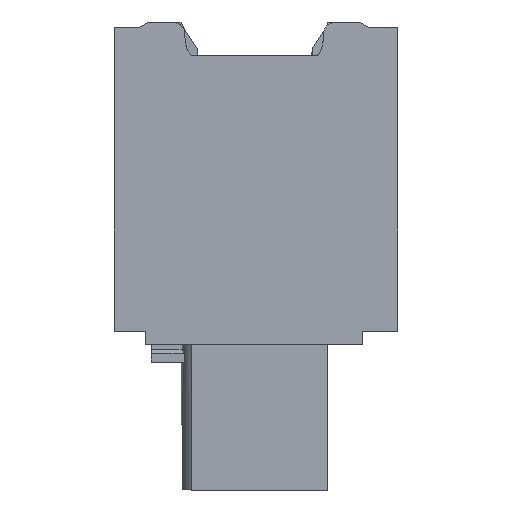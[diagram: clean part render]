
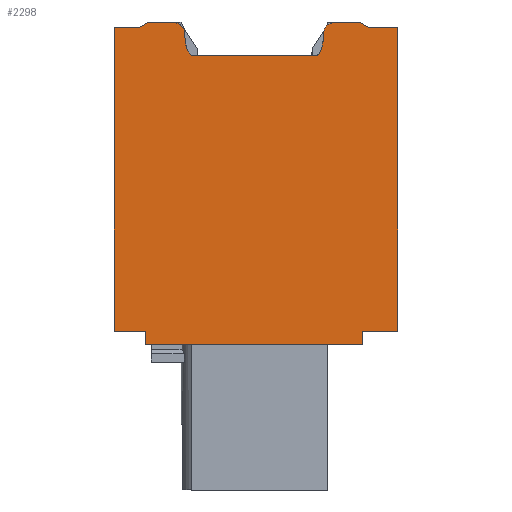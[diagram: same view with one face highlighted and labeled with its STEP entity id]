
A CAD part, left-side view. The second image highlights one B-rep face of the part: STEP entity #2298.
In plain terms, the highlighted planar face has unit normal (-1, 0, 0).
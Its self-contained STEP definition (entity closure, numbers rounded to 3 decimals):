
#2161=AXIS2_PLACEMENT_3D('Plane Axis2P3D',#2158,#2159,#2160) ;
#42=CARTESIAN_POINT('Vertex',(0.,13.5,8.695)) ;
#45=CARTESIAN_POINT('Line Origine',(0.,14.35,8.695)) ;
#49=CARTESIAN_POINT('Vertex',(0.,15.2,8.695)) ;
#82=CARTESIAN_POINT('Vertex',(0.,13.5,7.995)) ;
#85=CARTESIAN_POINT('Line Origine',(0.,13.5,8.345)) ;
#113=CARTESIAN_POINT('Vertex',(0.,1.9,8.695)) ;
#116=CARTESIAN_POINT('Line Origine',(0.,1.9,8.345)) ;
#120=CARTESIAN_POINT('Vertex',(0.,1.9,7.995)) ;
#148=CARTESIAN_POINT('Vertex',(0.,0.,8.695)) ;
#151=CARTESIAN_POINT('Line Origine',(0.,0.95,8.695)) ;
#1833=CARTESIAN_POINT('Line Origine',(0.,7.7,7.995)) ;
#2158=CARTESIAN_POINT('Axis2P3D Location',(0.,0.,0.195)) ;
#2163=CARTESIAN_POINT('Line Origine',(0.,7.6,25.195)) ;
#2167=CARTESIAN_POINT('Vertex',(0.,3.461,25.195)) ;
#2169=CARTESIAN_POINT('Vertex',(0.,2.,25.195)) ;
#2173=CARTESIAN_POINT('Control Point',(0.,3.461,25.195)) ;
#2174=CARTESIAN_POINT('Control Point',(0.,3.652,25.195)) ;
#2175=CARTESIAN_POINT('Control Point',(0.,3.844,25.097)) ;
#2176=CARTESIAN_POINT('Control Point',(0.,3.951,24.91)) ;
#2177=CARTESIAN_POINT('Control Point',(0.,3.961,24.72)) ;
#2178=CARTESIAN_POINT('Vertex',(0.,3.961,24.72)) ;
#2182=CARTESIAN_POINT('Control Point',(0.,4.45,23.445)) ;
#2183=CARTESIAN_POINT('Control Point',(0.,4.413,23.445)) ;
#2184=CARTESIAN_POINT('Control Point',(0.,4.376,23.451)) ;
#2185=CARTESIAN_POINT('Control Point',(0.,4.34,23.464)) ;
#2186=CARTESIAN_POINT('Control Point',(0.,4.283,23.499)) ;
#2187=CARTESIAN_POINT('Control Point',(0.,4.236,23.546)) ;
#2188=CARTESIAN_POINT('Control Point',(0.,4.217,23.569)) ;
#2189=CARTESIAN_POINT('Control Point',(0.,4.149,23.667)) ;
#2190=CARTESIAN_POINT('Control Point',(0.,4.103,23.78)) ;
#2191=CARTESIAN_POINT('Control Point',(0.,4.076,23.866)) ;
#2192=CARTESIAN_POINT('Control Point',(0.,4.04,24.013)) ;
#2193=CARTESIAN_POINT('Control Point',(0.,4.014,24.16)) ;
#2194=CARTESIAN_POINT('Control Point',(0.,4.005,24.219)) ;
#2195=CARTESIAN_POINT('Control Point',(0.,3.988,24.354)) ;
#2196=CARTESIAN_POINT('Control Point',(0.,3.975,24.489)) ;
#2197=CARTESIAN_POINT('Control Point',(0.,3.969,24.568)) ;
#2198=CARTESIAN_POINT('Control Point',(0.,3.964,24.644)) ;
#2199=CARTESIAN_POINT('Control Point',(0.,3.961,24.72)) ;
#2200=CARTESIAN_POINT('Vertex',(0.,4.45,23.445)) ;
#2203=CARTESIAN_POINT('Line Origine',(0.,7.6,23.445)) ;
#2207=CARTESIAN_POINT('Vertex',(0.,10.95,23.445)) ;
#2211=CARTESIAN_POINT('Control Point',(0.,11.439,24.72)) ;
#2212=CARTESIAN_POINT('Control Point',(0.,11.433,24.598)) ;
#2213=CARTESIAN_POINT('Control Point',(0.,11.425,24.476)) ;
#2214=CARTESIAN_POINT('Control Point',(0.,11.413,24.353)) ;
#2215=CARTESIAN_POINT('Control Point',(0.,11.384,24.117)) ;
#2216=CARTESIAN_POINT('Control Point',(0.,11.33,23.881)) ;
#2217=CARTESIAN_POINT('Control Point',(0.,11.297,23.771)) ;
#2218=CARTESIAN_POINT('Control Point',(0.,11.228,23.604)) ;
#2219=CARTESIAN_POINT('Control Point',(0.,11.109,23.489)) ;
#2220=CARTESIAN_POINT('Control Point',(0.,11.059,23.458)) ;
#2221=CARTESIAN_POINT('Control Point',(0.,11.005,23.445)) ;
#2222=CARTESIAN_POINT('Control Point',(0.,10.95,23.445)) ;
#2223=CARTESIAN_POINT('Vertex',(0.,11.439,24.72)) ;
#2227=CARTESIAN_POINT('Control Point',(0.,11.439,24.72)) ;
#2228=CARTESIAN_POINT('Control Point',(0.,11.449,24.91)) ;
#2229=CARTESIAN_POINT('Control Point',(0.,11.556,25.097)) ;
#2230=CARTESIAN_POINT('Control Point',(0.,11.748,25.195)) ;
#2231=CARTESIAN_POINT('Control Point',(0.,11.939,25.195)) ;
#2232=CARTESIAN_POINT('Vertex',(0.,11.939,25.195)) ;
#2235=CARTESIAN_POINT('Line Origine',(0.,7.6,25.195)) ;
#2239=CARTESIAN_POINT('Vertex',(0.,13.4,25.195)) ;
#2243=CARTESIAN_POINT('Control Point',(0.,13.9,24.945)) ;
#2244=CARTESIAN_POINT('Control Point',(0.,13.4,25.195)) ;
#2245=CARTESIAN_POINT('Vertex',(0.,13.9,24.945)) ;
#2248=CARTESIAN_POINT('Line Origine',(0.,7.6,24.945)) ;
#2252=CARTESIAN_POINT('Vertex',(0.,15.2,24.945)) ;
#2255=CARTESIAN_POINT('Line Origine',(0.,15.2,16.595)) ;
#2260=CARTESIAN_POINT('Line Origine',(0.,0.,16.595)) ;
#2264=CARTESIAN_POINT('Vertex',(0.,0.,24.945)) ;
#2267=CARTESIAN_POINT('Line Origine',(0.,7.6,24.945)) ;
#2271=CARTESIAN_POINT('Vertex',(0.,1.5,24.945)) ;
#2275=CARTESIAN_POINT('Control Point',(0.,1.5,24.945)) ;
#2276=CARTESIAN_POINT('Control Point',(0.,2.,25.195)) ;
#46=DIRECTION('Vector Direction',(0.,1.,0.)) ;
#86=DIRECTION('Vector Direction',(0.,0.,1.)) ;
#117=DIRECTION('Vector Direction',(0.,0.,-1.)) ;
#152=DIRECTION('Vector Direction',(0.,1.,0.)) ;
#1834=DIRECTION('Vector Direction',(0.,1.,0.)) ;
#2159=DIRECTION('Axis2P3D Direction',(-1.,0.,0.)) ;
#2160=DIRECTION('Axis2P3D XDirection',(0.,0.,1.)) ;
#2164=DIRECTION('Vector Direction',(0.,1.,0.)) ;
#2204=DIRECTION('Vector Direction',(0.,1.,0.)) ;
#2236=DIRECTION('Vector Direction',(0.,1.,0.)) ;
#2249=DIRECTION('Vector Direction',(0.,1.,0.)) ;
#2256=DIRECTION('Vector Direction',(0.,0.,1.)) ;
#2261=DIRECTION('Vector Direction',(0.,0.,1.)) ;
#2268=DIRECTION('Vector Direction',(0.,1.,0.)) ;
#47=VECTOR('Line Direction',#46,1.) ;
#87=VECTOR('Line Direction',#86,1.) ;
#118=VECTOR('Line Direction',#117,1.) ;
#153=VECTOR('Line Direction',#152,1.) ;
#1835=VECTOR('Line Direction',#1834,1.) ;
#2165=VECTOR('Line Direction',#2164,1.) ;
#2205=VECTOR('Line Direction',#2204,1.) ;
#2237=VECTOR('Line Direction',#2236,1.) ;
#2250=VECTOR('Line Direction',#2249,1.) ;
#2257=VECTOR('Line Direction',#2256,1.) ;
#2262=VECTOR('Line Direction',#2261,1.) ;
#2269=VECTOR('Line Direction',#2268,1.) ;
#2279=ORIENTED_EDGE('',*,*,#2171,.F.) ;
#2280=ORIENTED_EDGE('',*,*,#2180,.F.) ;
#2281=ORIENTED_EDGE('',*,*,#2202,.F.) ;
#2282=ORIENTED_EDGE('',*,*,#2209,.F.) ;
#2283=ORIENTED_EDGE('',*,*,#2225,.F.) ;
#2284=ORIENTED_EDGE('',*,*,#2234,.F.) ;
#2285=ORIENTED_EDGE('',*,*,#2241,.F.) ;
#2286=ORIENTED_EDGE('',*,*,#2247,.F.) ;
#2287=ORIENTED_EDGE('',*,*,#2254,.F.) ;
#2288=ORIENTED_EDGE('',*,*,#2259,.F.) ;
#2289=ORIENTED_EDGE('',*,*,#51,.F.) ;
#2290=ORIENTED_EDGE('',*,*,#89,.F.) ;
#2291=ORIENTED_EDGE('',*,*,#1837,.F.) ;
#2292=ORIENTED_EDGE('',*,*,#122,.F.) ;
#2293=ORIENTED_EDGE('',*,*,#155,.F.) ;
#2294=ORIENTED_EDGE('',*,*,#2266,.F.) ;
#2295=ORIENTED_EDGE('',*,*,#2273,.F.) ;
#2296=ORIENTED_EDGE('',*,*,#2277,.F.) ;
#2298=ADVANCED_FACE('HOUSING',(#2297),#2162,.T.) ;
#2172=B_SPLINE_CURVE_WITH_KNOTS('',4,(#2173,#2174,#2175,#2176,#2177),.UNSPECIFIED.,.F.,.U.,(5,5),(0.,0.761),.UNSPECIFIED.) ;
#2181=B_SPLINE_CURVE_WITH_KNOTS('',5,(#2182,#2183,#2184,#2185,#2186,#2187,#2188,#2189,#2190,#2191,#2192,#2193,#2194,#2195,#2196,#2197,#2198,#2199),.UNSPECIFIED.,.F.,.U.,(6,3,3,3,3,6),(0.,0.32,0.563,1.302,1.791,2.422),.UNSPECIFIED.) ;
#2210=B_SPLINE_CURVE_WITH_KNOTS('',5,(#2211,#2212,#2213,#2214,#2215,#2216,#2217,#2218,#2219,#2220,#2221,#2222),.UNSPECIFIED.,.F.,.U.,(6,3,3,6),(141502.661,141503.477,141504.214,141504.599),.UNSPECIFIED.) ;
#2226=B_SPLINE_CURVE_WITH_KNOTS('',4,(#2227,#2228,#2229,#2230,#2231),.UNSPECIFIED.,.F.,.U.,(5,5),(2.381,3.142),.UNSPECIFIED.) ;
#2242=B_SPLINE_CURVE_WITH_KNOTS('',1,(#2243,#2244),.UNSPECIFIED.,.F.,.U.,(2,2),(-0.28,0.28),.UNSPECIFIED.) ;
#2274=B_SPLINE_CURVE_WITH_KNOTS('',1,(#2275,#2276),.UNSPECIFIED.,.F.,.U.,(2,2),(-0.28,0.28),.UNSPECIFIED.) ;
#51=EDGE_CURVE('',#43,#50,#48,.T.) ;
#89=EDGE_CURVE('',#83,#43,#88,.T.) ;
#122=EDGE_CURVE('',#114,#121,#119,.T.) ;
#155=EDGE_CURVE('',#149,#114,#154,.T.) ;
#1837=EDGE_CURVE('',#121,#83,#1836,.T.) ;
#2171=EDGE_CURVE('',#2168,#2170,#2166,.F.) ;
#2180=EDGE_CURVE('',#2179,#2168,#2172,.F.) ;
#2202=EDGE_CURVE('',#2201,#2179,#2181,.T.) ;
#2209=EDGE_CURVE('',#2208,#2201,#2206,.F.) ;
#2225=EDGE_CURVE('',#2224,#2208,#2210,.T.) ;
#2234=EDGE_CURVE('',#2233,#2224,#2226,.F.) ;
#2241=EDGE_CURVE('',#2240,#2233,#2238,.F.) ;
#2247=EDGE_CURVE('',#2246,#2240,#2242,.T.) ;
#2254=EDGE_CURVE('',#2253,#2246,#2251,.F.) ;
#2259=EDGE_CURVE('',#50,#2253,#2258,.T.) ;
#2266=EDGE_CURVE('',#2265,#149,#2263,.F.) ;
#2273=EDGE_CURVE('',#2272,#2265,#2270,.F.) ;
#2277=EDGE_CURVE('',#2170,#2272,#2274,.F.) ;
#2278=EDGE_LOOP('',(#2279,#2280,#2281,#2282,#2283,#2284,#2285,#2286,#2287,#2288,#2289,#2290,#2291,#2292,#2293,#2294,#2295,#2296)) ;
#2297=FACE_OUTER_BOUND('',#2278,.T.) ;
#48=LINE('Line',#45,#47) ;
#88=LINE('Line',#85,#87) ;
#119=LINE('Line',#116,#118) ;
#154=LINE('Line',#151,#153) ;
#1836=LINE('Line',#1833,#1835) ;
#2166=LINE('Line',#2163,#2165) ;
#2206=LINE('Line',#2203,#2205) ;
#2238=LINE('Line',#2235,#2237) ;
#2251=LINE('Line',#2248,#2250) ;
#2258=LINE('Line',#2255,#2257) ;
#2263=LINE('Line',#2260,#2262) ;
#2270=LINE('Line',#2267,#2269) ;
#2162=PLANE('',#2161) ;
#43=VERTEX_POINT('',#42) ;
#50=VERTEX_POINT('',#49) ;
#83=VERTEX_POINT('',#82) ;
#114=VERTEX_POINT('',#113) ;
#121=VERTEX_POINT('',#120) ;
#149=VERTEX_POINT('',#148) ;
#2168=VERTEX_POINT('',#2167) ;
#2170=VERTEX_POINT('',#2169) ;
#2179=VERTEX_POINT('',#2178) ;
#2201=VERTEX_POINT('',#2200) ;
#2208=VERTEX_POINT('',#2207) ;
#2224=VERTEX_POINT('',#2223) ;
#2233=VERTEX_POINT('',#2232) ;
#2240=VERTEX_POINT('',#2239) ;
#2246=VERTEX_POINT('',#2245) ;
#2253=VERTEX_POINT('',#2252) ;
#2265=VERTEX_POINT('',#2264) ;
#2272=VERTEX_POINT('',#2271) ;
